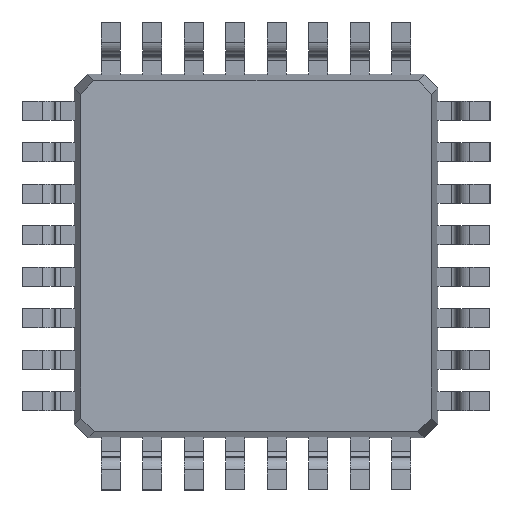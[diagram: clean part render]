
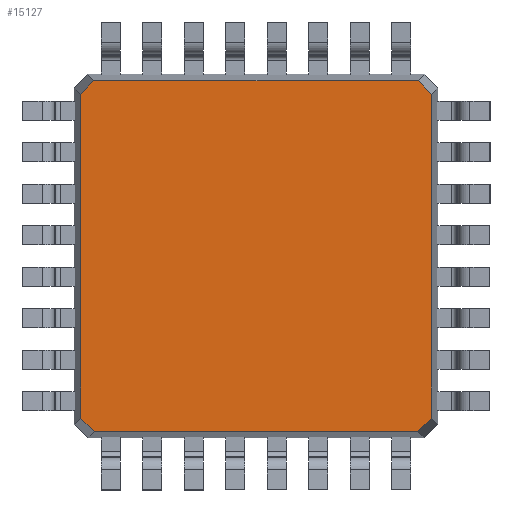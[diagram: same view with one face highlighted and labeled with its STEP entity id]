
A CAD part, front view. The second image highlights one B-rep face of the part: STEP entity #15127.
In plain terms, the highlighted planar face has unit normal (0, -1, 0).
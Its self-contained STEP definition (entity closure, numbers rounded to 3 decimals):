
#260 = VERTEX_POINT ( 'NONE', #15594 ) ;
#449 = CARTESIAN_POINT ( 'NONE',  ( 6.623, 0., -0.123 ) ) ;
#625 = ORIENTED_EDGE ( 'NONE', *, *, #6965, .T. ) ;
#1047 = LINE ( 'NONE', #5864, #30933 ) ;
#1421 = CARTESIAN_POINT ( 'NONE',  ( 0.123, 0., -6.623 ) ) ;
#2398 = CARTESIAN_POINT ( 'NONE',  ( 0.385, 0., -6.877 ) ) ;
#2492 = LINE ( 'NONE', #18194, #12967 ) ;
#2567 = VERTEX_POINT ( 'NONE', #449 ) ;
#3105 = VECTOR ( 'NONE', #23167, 1000. ) ;
#3602 = EDGE_LOOP ( 'NONE', ( #625, #19075, #30962, #13860, #32197, #6014, #12231, #26487 ) ) ;
#4729 = VERTEX_POINT ( 'NONE', #1421 ) ;
#5163 = DIRECTION ( 'NONE',  ( 0., -1., 0. ) ) ;
#5526 = DIRECTION ( 'NONE',  ( 0.718, 0., -0.696 ) ) ;
#5864 = CARTESIAN_POINT ( 'NONE',  ( -3.25, 0., -3.353 ) ) ;
#6014 = ORIENTED_EDGE ( 'NONE', *, *, #12564, .T. ) ;
#6194 = VERTEX_POINT ( 'NONE', #30631 ) ;
#6965 = EDGE_CURVE ( 'NONE', #31216, #260, #12092, .T. ) ;
#8015 = DIRECTION ( 'NONE',  ( -1., 0., 0. ) ) ;
#8161 = CARTESIAN_POINT ( 'NONE',  ( 6.641, 0., -6.851 ) ) ;
#8855 = EDGE_CURVE ( 'NONE', #260, #22483, #28923, .T. ) ;
#10429 = LINE ( 'NONE', #32022, #18514 ) ;
#10655 = VECTOR ( 'NONE', #20041, 1000. ) ;
#10789 = EDGE_CURVE ( 'NONE', #2567, #6194, #2492, .T. ) ;
#11184 = AXIS2_PLACEMENT_3D ( 'NONE', #26253, #5163, #28516 ) ;
#11388 = CARTESIAN_POINT ( 'NONE',  ( 6.877, 0., -6.623 ) ) ;
#11869 = CARTESIAN_POINT ( 'NONE',  ( 6.877, 0., 0. ) ) ;
#12092 = LINE ( 'NONE', #25687, #31538 ) ;
#12231 = ORIENTED_EDGE ( 'NONE', *, *, #13011, .T. ) ;
#12564 = EDGE_CURVE ( 'NONE', #6194, #13717, #10429, .T. ) ;
#12967 = VECTOR ( 'NONE', #8015, 1000. ) ;
#13011 = EDGE_CURVE ( 'NONE', #13717, #4729, #20898, .T. ) ;
#13033 = CARTESIAN_POINT ( 'NONE',  ( 3.353, 0., 3.25 ) ) ;
#13717 = VERTEX_POINT ( 'NONE', #17256 ) ;
#13860 = ORIENTED_EDGE ( 'NONE', *, *, #23135, .T. ) ;
#15127 = ADVANCED_FACE ( 'NONE', ( #29234 ), #23672, .T. ) ;
#15581 = VERTEX_POINT ( 'NONE', #22013 ) ;
#15594 = CARTESIAN_POINT ( 'NONE',  ( 6.615, 0., -6.877 ) ) ;
#15651 = DIRECTION ( 'NONE',  ( -0.696, 0., 0.718 ) ) ;
#17256 = CARTESIAN_POINT ( 'NONE',  ( 0.123, 0., -0.385 ) ) ;
#18194 = CARTESIAN_POINT ( 'NONE',  ( 0., 0., -0.123 ) ) ;
#18514 = VECTOR ( 'NONE', #32131, 1000. ) ;
#19075 = ORIENTED_EDGE ( 'NONE', *, *, #8855, .T. ) ;
#19207 = DIRECTION ( 'NONE',  ( 0., 0., -1. ) ) ;
#20041 = DIRECTION ( 'NONE',  ( 0., 0., 1. ) ) ;
#20898 = LINE ( 'NONE', #26937, #26531 ) ;
#22013 = CARTESIAN_POINT ( 'NONE',  ( 6.877, 0., -0.385 ) ) ;
#22483 = VERTEX_POINT ( 'NONE', #11388 ) ;
#22746 = VECTOR ( 'NONE', #15651, 1000. ) ;
#23135 = EDGE_CURVE ( 'NONE', #15581, #2567, #25964, .T. ) ;
#23167 = DIRECTION ( 'NONE',  ( 0.718, 0., 0.696 ) ) ;
#23672 = PLANE ( 'NONE',  #11184 ) ;
#25341 = DIRECTION ( 'NONE',  ( 1., 0., 0. ) ) ;
#25687 = CARTESIAN_POINT ( 'NONE',  ( 7., 0., -6.877 ) ) ;
#25964 = LINE ( 'NONE', #13033, #22746 ) ;
#26253 = CARTESIAN_POINT ( 'NONE',  ( 0., 0., 0. ) ) ;
#26487 = ORIENTED_EDGE ( 'NONE', *, *, #27727, .T. ) ;
#26531 = VECTOR ( 'NONE', #19207, 1000. ) ;
#26937 = CARTESIAN_POINT ( 'NONE',  ( 0.123, 0., -7. ) ) ;
#27727 = EDGE_CURVE ( 'NONE', #4729, #31216, #1047, .T. ) ;
#28516 = DIRECTION ( 'NONE',  ( 0., 0., -1. ) ) ;
#28618 = EDGE_CURVE ( 'NONE', #22483, #15581, #31678, .T. ) ;
#28923 = LINE ( 'NONE', #8161, #3105 ) ;
#29234 = FACE_OUTER_BOUND ( 'NONE', #3602, .T. ) ;
#30631 = CARTESIAN_POINT ( 'NONE',  ( 0.377, 0., -0.123 ) ) ;
#30933 = VECTOR ( 'NONE', #5526, 1000. ) ;
#30962 = ORIENTED_EDGE ( 'NONE', *, *, #28618, .T. ) ;
#31216 = VERTEX_POINT ( 'NONE', #2398 ) ;
#31538 = VECTOR ( 'NONE', #25341, 1000. ) ;
#31678 = LINE ( 'NONE', #11869, #10655 ) ;
#32022 = CARTESIAN_POINT ( 'NONE',  ( 0.256, 0., -0.248 ) ) ;
#32131 = DIRECTION ( 'NONE',  ( -0.696, 0., -0.718 ) ) ;
#32197 = ORIENTED_EDGE ( 'NONE', *, *, #10789, .T. ) ;
